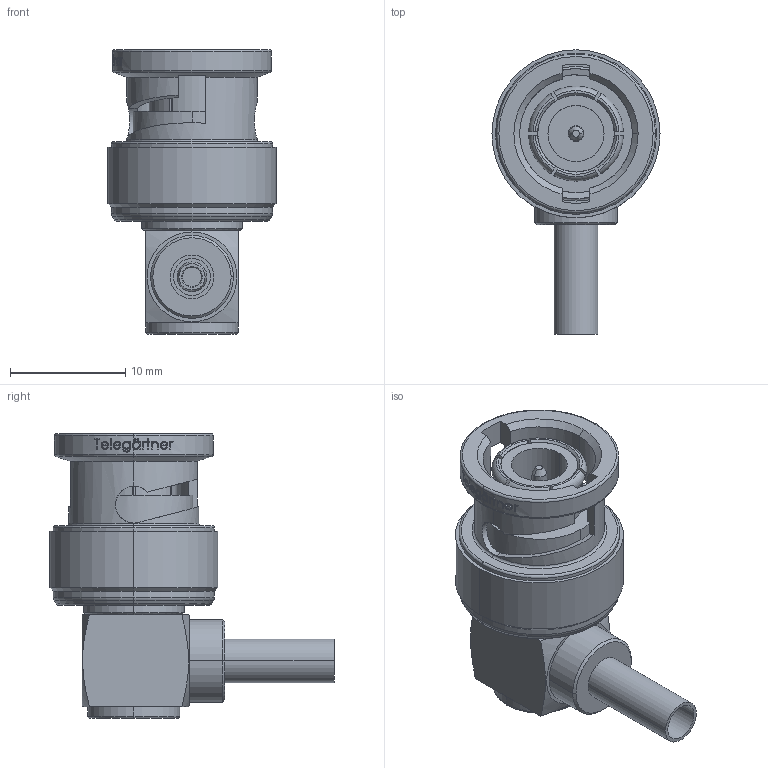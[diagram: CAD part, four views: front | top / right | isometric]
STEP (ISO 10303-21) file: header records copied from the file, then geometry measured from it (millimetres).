
FILE_DESCRIPTION (( 'STEP AP214' ), '1' );
FILE_NAME ('J01000A0010.STEP', '2013-12-03T10:22:29', ( 'Wartung1' ), ( '' ), 'SwSTEP 2.0', 'SolidWorks 2013', '' );
FILE_SCHEMA (( 'AUTOMOTIVE_DESIGN' ));
Length unit declared in the file: millimetre
Products named in the file (1): J01000A0010
Bounding box: 14.6 x 24.7 x 24.75 mm (x, y, z)
Volume: 2563 mm3; surface area: 2170.9 mm2
Topology: 1 solids, 1 shells, 320 faces, 812 edges, 525 vertices
Faces by surface type: plane 113, bspline 78, cylinder 72, cone 37, torus 20
Entity records: 16055 total; most frequent: CARTESIAN_POINT 5385, ORIENTED_EDGE 1624, DIRECTION 1295, EDGE_CURVE 812, VERTEX_POINT 525, AXIS2_PLACEMENT_3D 472, EDGE_LOOP 355, LINE 351
